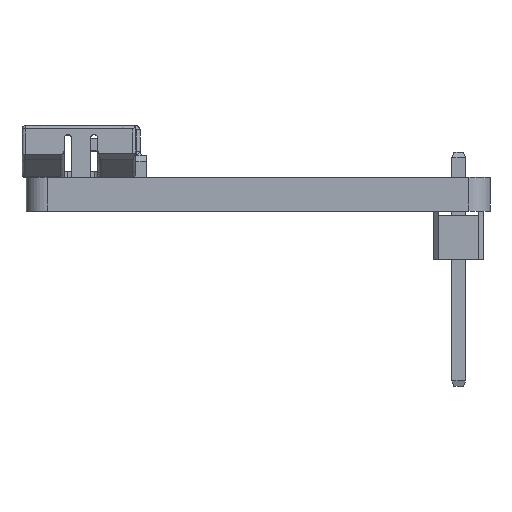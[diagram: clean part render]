
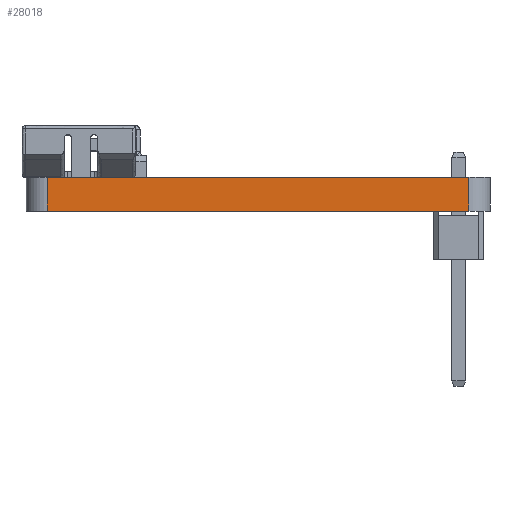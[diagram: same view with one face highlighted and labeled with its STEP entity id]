
A CAD part, front view. The second image highlights one B-rep face of the part: STEP entity #28018.
In plain terms, the highlighted planar face has unit normal (0, -1, 0).
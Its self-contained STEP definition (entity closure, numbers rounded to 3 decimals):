
#26183 = PLANE('',#26184);
#26184 = AXIS2_PLACEMENT_3D('',#26185,#26186,#26187);
#26185 = CARTESIAN_POINT('',(11.13,10.85,1.6));
#26186 = DIRECTION('',(0.,0.,1.));
#26187 = DIRECTION('',(1.,0.,-0.));
#26237 = PLANE('',#26238);
#26238 = AXIS2_PLACEMENT_3D('',#26239,#26240,#26241);
#26239 = CARTESIAN_POINT('',(11.13,10.85,0.));
#26240 = DIRECTION('',(0.,0.,1.));
#26241 = DIRECTION('',(1.,0.,-0.));
#26488 = VERTEX_POINT('',#26489);
#26489 = CARTESIAN_POINT('',(1.15,-0.15,0.));
#26504 = CYLINDRICAL_SURFACE('',#26505,1.);
#26505 = AXIS2_PLACEMENT_3D('',#26506,#26507,#26508);
#26506 = CARTESIAN_POINT('',(1.15,0.85,0.));
#26507 = DIRECTION('',(-0.,-0.,-1.));
#26508 = DIRECTION('',(1.,0.,-0.));
#26516 = EDGE_CURVE('',#26488,#26517,#26519,.T.);
#26517 = VERTEX_POINT('',#26518);
#26518 = CARTESIAN_POINT('',(21.15,-0.15,0.));
#26519 = SURFACE_CURVE('',#26520,(#26524,#26531),.PCURVE_S1.);
#26520 = LINE('',#26521,#26522);
#26521 = CARTESIAN_POINT('',(1.15,-0.15,0.));
#26522 = VECTOR('',#26523,1.);
#26523 = DIRECTION('',(1.,0.,0.));
#26524 = PCURVE('',#26237,#26525);
#26525 = DEFINITIONAL_REPRESENTATION('',(#26526),#26530);
#26526 = LINE('',#26527,#26528);
#26527 = CARTESIAN_POINT('',(-9.98,-11.));
#26528 = VECTOR('',#26529,1.);
#26529 = DIRECTION('',(1.,0.));
#26530 = ( GEOMETRIC_REPRESENTATION_CONTEXT(2) 
PARAMETRIC_REPRESENTATION_CONTEXT() REPRESENTATION_CONTEXT('2D SPACE',''
  ) );
#26531 = PCURVE('',#26532,#26537);
#26532 = PLANE('',#26533);
#26533 = AXIS2_PLACEMENT_3D('',#26534,#26535,#26536);
#26534 = CARTESIAN_POINT('',(1.15,-0.15,0.));
#26535 = DIRECTION('',(0.,1.,0.));
#26536 = DIRECTION('',(1.,0.,0.));
#26537 = DEFINITIONAL_REPRESENTATION('',(#26538),#26542);
#26538 = LINE('',#26539,#26540);
#26539 = CARTESIAN_POINT('',(0.,0.));
#26540 = VECTOR('',#26541,1.);
#26541 = DIRECTION('',(1.,0.));
#26542 = ( GEOMETRIC_REPRESENTATION_CONTEXT(2) 
PARAMETRIC_REPRESENTATION_CONTEXT() REPRESENTATION_CONTEXT('2D SPACE',''
  ) );
#26561 = CYLINDRICAL_SURFACE('',#26562,1.);
#26562 = AXIS2_PLACEMENT_3D('',#26563,#26564,#26565);
#26563 = CARTESIAN_POINT('',(21.15,0.85,0.));
#26564 = DIRECTION('',(-0.,-0.,-1.));
#26565 = DIRECTION('',(1.,0.,-0.));
#27238 = VERTEX_POINT('',#27239);
#27239 = CARTESIAN_POINT('',(1.15,-0.15,1.6));
#27261 = EDGE_CURVE('',#27238,#27262,#27264,.T.);
#27262 = VERTEX_POINT('',#27263);
#27263 = CARTESIAN_POINT('',(21.15,-0.15,1.6));
#27264 = SURFACE_CURVE('',#27265,(#27269,#27276),.PCURVE_S1.);
#27265 = LINE('',#27266,#27267);
#27266 = CARTESIAN_POINT('',(1.15,-0.15,1.6));
#27267 = VECTOR('',#27268,1.);
#27268 = DIRECTION('',(1.,0.,0.));
#27269 = PCURVE('',#26183,#27270);
#27270 = DEFINITIONAL_REPRESENTATION('',(#27271),#27275);
#27271 = LINE('',#27272,#27273);
#27272 = CARTESIAN_POINT('',(-9.98,-11.));
#27273 = VECTOR('',#27274,1.);
#27274 = DIRECTION('',(1.,0.));
#27275 = ( GEOMETRIC_REPRESENTATION_CONTEXT(2) 
PARAMETRIC_REPRESENTATION_CONTEXT() REPRESENTATION_CONTEXT('2D SPACE',''
  ) );
#27276 = PCURVE('',#26532,#27277);
#27277 = DEFINITIONAL_REPRESENTATION('',(#27278),#27282);
#27278 = LINE('',#27279,#27280);
#27279 = CARTESIAN_POINT('',(0.,-1.6));
#27280 = VECTOR('',#27281,1.);
#27281 = DIRECTION('',(1.,0.));
#27282 = ( GEOMETRIC_REPRESENTATION_CONTEXT(2) 
PARAMETRIC_REPRESENTATION_CONTEXT() REPRESENTATION_CONTEXT('2D SPACE',''
  ) );
#27968 = EDGE_CURVE('',#26517,#27262,#27969,.T.);
#27969 = SURFACE_CURVE('',#27970,(#27974,#27981),.PCURVE_S1.);
#27970 = LINE('',#27971,#27972);
#27971 = CARTESIAN_POINT('',(21.15,-0.15,0.));
#27972 = VECTOR('',#27973,1.);
#27973 = DIRECTION('',(0.,0.,1.));
#27974 = PCURVE('',#26561,#27975);
#27975 = DEFINITIONAL_REPRESENTATION('',(#27976),#27980);
#27976 = LINE('',#27977,#27978);
#27977 = CARTESIAN_POINT('',(-4.712,0.));
#27978 = VECTOR('',#27979,1.);
#27979 = DIRECTION('',(-0.,-1.));
#27980 = ( GEOMETRIC_REPRESENTATION_CONTEXT(2) 
PARAMETRIC_REPRESENTATION_CONTEXT() REPRESENTATION_CONTEXT('2D SPACE',''
  ) );
#27981 = PCURVE('',#26532,#27982);
#27982 = DEFINITIONAL_REPRESENTATION('',(#27983),#27987);
#27983 = LINE('',#27984,#27985);
#27984 = CARTESIAN_POINT('',(20.,0.));
#27985 = VECTOR('',#27986,1.);
#27986 = DIRECTION('',(0.,-1.));
#27987 = ( GEOMETRIC_REPRESENTATION_CONTEXT(2) 
PARAMETRIC_REPRESENTATION_CONTEXT() REPRESENTATION_CONTEXT('2D SPACE',''
  ) );
#27997 = EDGE_CURVE('',#26488,#27238,#27998,.T.);
#27998 = SURFACE_CURVE('',#27999,(#28003,#28010),.PCURVE_S1.);
#27999 = LINE('',#28000,#28001);
#28000 = CARTESIAN_POINT('',(1.15,-0.15,0.));
#28001 = VECTOR('',#28002,1.);
#28002 = DIRECTION('',(0.,0.,1.));
#28003 = PCURVE('',#26504,#28004);
#28004 = DEFINITIONAL_REPRESENTATION('',(#28005),#28009);
#28005 = LINE('',#28006,#28007);
#28006 = CARTESIAN_POINT('',(-4.712,0.));
#28007 = VECTOR('',#28008,1.);
#28008 = DIRECTION('',(-0.,-1.));
#28009 = ( GEOMETRIC_REPRESENTATION_CONTEXT(2) 
PARAMETRIC_REPRESENTATION_CONTEXT() REPRESENTATION_CONTEXT('2D SPACE',''
  ) );
#28010 = PCURVE('',#26532,#28011);
#28011 = DEFINITIONAL_REPRESENTATION('',(#28012),#28016);
#28012 = LINE('',#28013,#28014);
#28013 = CARTESIAN_POINT('',(0.,0.));
#28014 = VECTOR('',#28015,1.);
#28015 = DIRECTION('',(0.,-1.));
#28016 = ( GEOMETRIC_REPRESENTATION_CONTEXT(2) 
PARAMETRIC_REPRESENTATION_CONTEXT() REPRESENTATION_CONTEXT('2D SPACE',''
  ) );
#28018 = ADVANCED_FACE('',(#28019),#26532,.F.);
#28019 = FACE_BOUND('',#28020,.F.);
#28020 = EDGE_LOOP('',(#28021,#28022,#28023,#28024));
#28021 = ORIENTED_EDGE('',*,*,#27997,.T.);
#28022 = ORIENTED_EDGE('',*,*,#27261,.T.);
#28023 = ORIENTED_EDGE('',*,*,#27968,.F.);
#28024 = ORIENTED_EDGE('',*,*,#26516,.F.);
